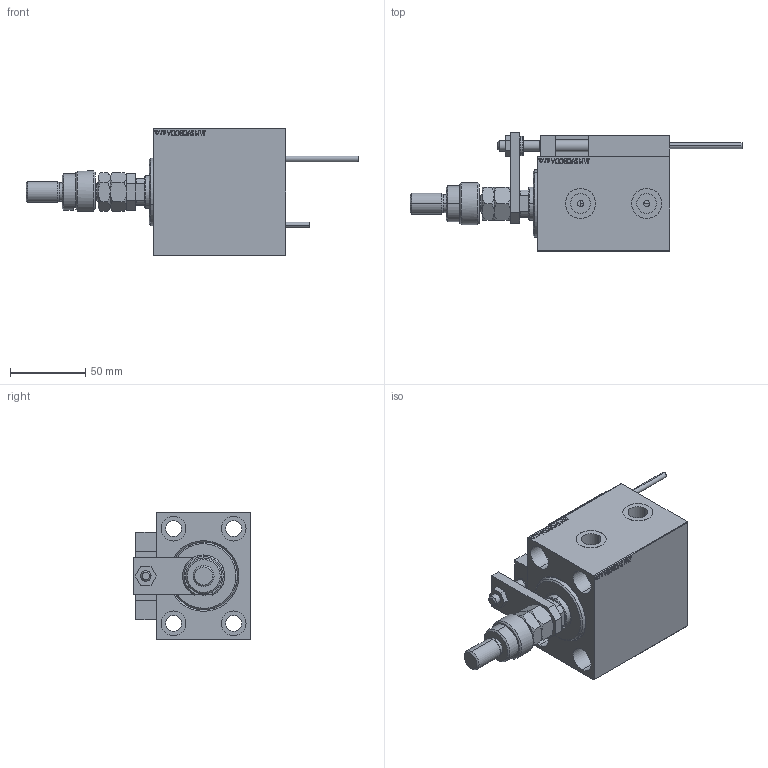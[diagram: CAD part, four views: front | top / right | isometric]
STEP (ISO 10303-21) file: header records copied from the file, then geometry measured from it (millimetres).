
FILE_DESCRIPTION (( 'STEP AP203' ), '1' );
FILE_NAME ('4d44.STEP', '2022-04-17T08:56:29', ( '' ), ( '' ), 'SwSTEP 2.0', 'SolidWorks 2019', '' );
FILE_SCHEMA (( 'CONFIG_CONTROL_DESIGN' ));
Length unit declared in the file: millimetre
Products named in the file (18): KONCOVKA 17fccfac592b81f2ba1c8029f11c0823; Block 17fccfac592b81f2ba1c8029f11c0823; ZARAZKA 17fccfac592b81f2ba1c8029f11c0823; V450CM_VC_B 17fccfac592b81f2ba1c8029f11c0823; SWITCH DIM B,W 17fccfac592b81f2ba1c8029f11c0823; MFA 17fccfac592b81f2ba1c8029f11c0823; X_Y_DFA 17fccfac592b81f2ba1c8029f11c0823; MAGNET 17fccfac592b81f2ba1c8029f11c0823; V450CM_C_Body 17fccfac592b81f2ba1c8029f11c0823; FEMALE_PART_FOR_DFA 17fccfac592b81f2ba1c8029f11c0823; SWITCH_X_FRONT_BACK 17fccfac592b81f2ba1c8029f11c0823; SWITCH X 17fccfac592b81f2ba1c8029f11c0823; 4d44; TYC_L79 17fccfac592b81f2ba1c8029f11c0823; ALLEN BOLT D8 17fccfac592b81f2ba1c8029f11c0823; ALLEN BOLT D5 17fccfac592b81f2ba1c8029f11c0823; V450CM_C_VCP 17fccfac592b81f2ba1c8029f11c0823; NUT_D12 17fccfac592b81f2ba1c8029f11c0823
Assembly tree (27 placements, depth 3):
  4d44
    V450CM_C_Body 17fccfac592b81f2ba1c8029f11c0823
    SWITCH X 17fccfac592b81f2ba1c8029f11c0823
      SWITCH_X_FRONT_BACK 17fccfac592b81f2ba1c8029f11c0823  x2
      TYC_L79 17fccfac592b81f2ba1c8029f11c0823
      Block 17fccfac592b81f2ba1c8029f11c0823  x2
      ALLEN BOLT D5 17fccfac592b81f2ba1c8029f11c0823  x4
      ALLEN BOLT D8 17fccfac592b81f2ba1c8029f11c0823  x4
      MAGNET 17fccfac592b81f2ba1c8029f11c0823  x2
      KONCOVKA 17fccfac592b81f2ba1c8029f11c0823  x2
    NUT_D12 17fccfac592b81f2ba1c8029f11c0823
    SWITCH DIM B,W 17fccfac592b81f2ba1c8029f11c0823
    ZARAZKA 17fccfac592b81f2ba1c8029f11c0823
    V450CM_C_VCP 17fccfac592b81f2ba1c8029f11c0823
    V450CM_VC_B 17fccfac592b81f2ba1c8029f11c0823
    X_Y_DFA 17fccfac592b81f2ba1c8029f11c0823
      FEMALE_PART_FOR_DFA 17fccfac592b81f2ba1c8029f11c0823
      MFA 17fccfac592b81f2ba1c8029f11c0823
Bounding box: 221 x 78.5 x 85 mm (x, y, z)
Volume: 475424.8 mm3; surface area: 113576.6 mm2
Topology: 25 solids, 25 shells, 1384 faces, 3296 edges, 2095 vertices
Faces by surface type: plane 593, bspline 380, cylinder 213, cone 146, torus 48, sphere 4
Entity records: 53742 total; most frequent: CARTESIAN_POINT 26948, ORIENTED_EDGE 5612, DIRECTION 3926, EDGE_CURVE 2806, VERTEX_POINT 1819, VECTOR 1560, LINE 1560, EDGE_LOOP 1303
